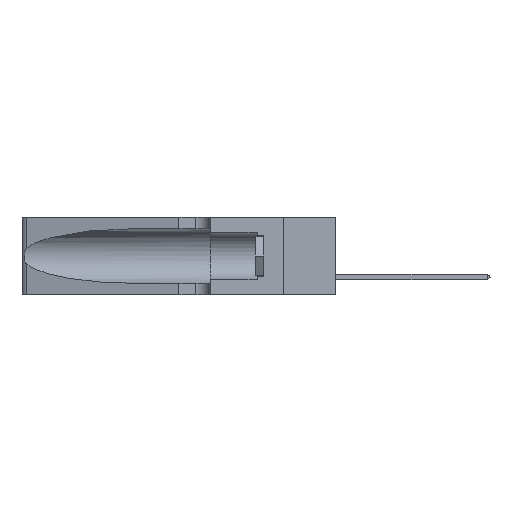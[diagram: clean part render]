
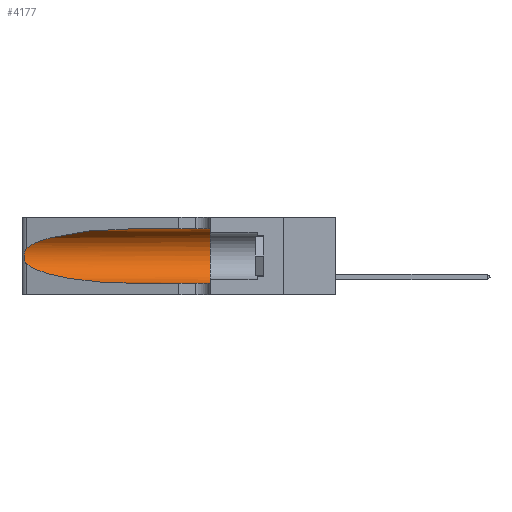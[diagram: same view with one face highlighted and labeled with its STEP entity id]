
A CAD part, left-side view. The second image highlights one B-rep face of the part: STEP entity #4177.
In plain terms, the highlighted cylindrical face has radius 3.308 mm (diameter 6.617 mm), a partial arc.
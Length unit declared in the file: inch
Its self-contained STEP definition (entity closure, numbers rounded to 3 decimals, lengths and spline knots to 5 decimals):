
#21 = CARTESIAN_POINT ( 'NONE',  ( 0.18966, 0.96281, 0.05475 ) ) ;
#259 = CARTESIAN_POINT ( 'NONE',  ( 0.25787, 1.23484, 0.2124 ) ) ;
#324 = ORIENTED_EDGE ( 'NONE', *, *, #21029, .T. ) ;
#711 =( BOUNDED_CURVE ( )  B_SPLINE_CURVE ( 3, ( #9960, #10291, #21, #24443 ),
 .UNSPECIFIED., .F., .T. ) 
 B_SPLINE_CURVE_WITH_KNOTS ( ( 4, 4 ),
 ( 3.44316, 4.71239 ),
 .UNSPECIFIED. ) 
 CURVE ( )  GEOMETRIC_REPRESENTATION_ITEM ( )  RATIONAL_B_SPLINE_CURVE ( ( 1., 0.87, 0.87, 1. ) ) 
 REPRESENTATION_ITEM ( '' )  );
#749 =( BOUNDED_CURVE ( )  B_SPLINE_CURVE ( 3, ( #1164, #3590, #5474, #9937 ),
 .UNSPECIFIED., .F., .T. ) 
 B_SPLINE_CURVE_WITH_KNOTS ( ( 4, 4 ),
 ( 1.5708, 2.84003 ),
 .UNSPECIFIED. ) 
 CURVE ( )  GEOMETRIC_REPRESENTATION_ITEM ( )  RATIONAL_B_SPLINE_CURVE ( ( 1., 0.87, 0.87, 1. ) ) 
 REPRESENTATION_ITEM ( '' )  );
#886 = CARTESIAN_POINT ( 'NONE',  ( 0.25487, 1.22718, 0.22369 ) ) ;
#933 = EDGE_CURVE ( 'NONE', #25402, #17667, #23614, .T. ) ;
#1164 = CARTESIAN_POINT ( 'NONE',  ( 0.1305, 0.72297, 0.31525 ) ) ;
#2030 = CARTESIAN_POINT ( 'NONE',  ( 0.1305, 0.35, 0.185 ) ) ;
#2810 = CARTESIAN_POINT ( 'NONE',  ( 0.26075, 1.23896, 0.19203 ) ) ;
#3590 = CARTESIAN_POINT ( 'NONE',  ( 0.18966, 0.96281, 0.31525 ) ) ;
#3741 = AXIS2_PLACEMENT_3D ( 'NONE', #2030, #6505, #13049 ) ;
#4177 = ADVANCED_FACE ( 'NONE', ( #12084 ), #20768, .F. ) ;
#4632 = DIRECTION ( 'NONE',  ( 0., -1., 0. ) ) ;
#4712 = CARTESIAN_POINT ( 'NONE',  ( 0.1305, 1.61858, 0.05475 ) ) ;
#5453 = ORIENTED_EDGE ( 'NONE', *, *, #13493, .T. ) ;
#5474 = CARTESIAN_POINT ( 'NONE',  ( 0.2373, 1.15595, 0.28018 ) ) ;
#5796 = CARTESIAN_POINT ( 'NONE',  ( 0.1305, 1.61858, 0.185 ) ) ;
#6505 = DIRECTION ( 'NONE',  ( 0., 1., 0. ) ) ;
#6945 = CARTESIAN_POINT ( 'NONE',  ( 0.1305, 1.61858, 0.31525 ) ) ;
#7334 = VERTEX_POINT ( 'NONE', #23219 ) ;
#7931 = DIRECTION ( 'NONE',  ( 0., 0., -1. ) ) ;
#8149 = CARTESIAN_POINT ( 'NONE',  ( 0.25555, 1.22994, 0.2215 ) ) ;
#8686 = ORIENTED_EDGE ( 'NONE', *, *, #11984, .T. ) ;
#8900 = CARTESIAN_POINT ( 'NONE',  ( 0.1305, 0.72297, 0.31525 ) ) ;
#9755 = CARTESIAN_POINT ( 'NONE',  ( 0.25856, 1.23593, 0.16098 ) ) ;
#9937 = CARTESIAN_POINT ( 'NONE',  ( 0.25487, 1.22718, 0.22369 ) ) ;
#9960 = CARTESIAN_POINT ( 'NONE',  ( 0.25487, 1.22718, 0.14631 ) ) ;
#10206 = ORIENTED_EDGE ( 'NONE', *, *, #14196, .F. ) ;
#10291 = CARTESIAN_POINT ( 'NONE',  ( 0.2373, 1.15595, 0.08982 ) ) ;
#10513 = VECTOR ( 'NONE', #24461, 39.37008 ) ;
#10858 = CARTESIAN_POINT ( 'NONE',  ( 0.25789, 1.23486, 0.15765 ) ) ;
#11365 = AXIS2_PLACEMENT_3D ( 'NONE', #5796, #25913, #7931 ) ;
#11984 = EDGE_CURVE ( 'NONE', #14734, #12579, #711, .T. ) ;
#12084 = FACE_OUTER_BOUND ( 'NONE', #23942, .T. ) ;
#12579 = VERTEX_POINT ( 'NONE', #25795 ) ;
#13049 = DIRECTION ( 'NONE',  ( 0., 0., 1. ) ) ;
#13493 = EDGE_CURVE ( 'NONE', #12579, #7334, #16771, .T. ) ;
#13615 = CARTESIAN_POINT ( 'NONE',  ( 0.1305, 0.35, 0.31525 ) ) ;
#14196 = EDGE_CURVE ( 'NONE', #17667, #7334, #16033, .T. ) ;
#14734 = VERTEX_POINT ( 'NONE', #24101 ) ;
#16033 = CIRCLE ( 'NONE', #3741, 0.13025 ) ;
#16373 = CARTESIAN_POINT ( 'NONE',  ( 0.26017, 1.23833, 0.17102 ) ) ;
#16771 = LINE ( 'NONE', #4712, #10513 ) ;
#17133 = CARTESIAN_POINT ( 'NONE',  ( 0.25639, 1.23184, 0.21858 ) ) ;
#17216 = EDGE_CURVE ( 'NONE', #18276, #14734, #22291, .T. ) ;
#17667 = VERTEX_POINT ( 'NONE', #13615 ) ;
#18224 = CARTESIAN_POINT ( 'NONE',  ( 0.25639, 1.23186, 0.15144 ) ) ;
#18276 = VERTEX_POINT ( 'NONE', #886 ) ;
#18916 = CARTESIAN_POINT ( 'NONE',  ( 0.25555, 1.22993, 0.14849 ) ) ;
#19884 = CARTESIAN_POINT ( 'NONE',  ( 0.25854, 1.2359, 0.20912 ) ) ;
#20233 = ORIENTED_EDGE ( 'NONE', *, *, #17216, .T. ) ;
#20768 = CYLINDRICAL_SURFACE ( 'NONE', #11365, 0.13025 ) ;
#21029 = EDGE_CURVE ( 'NONE', #25402, #18276, #749, .T. ) ;
#21483 = CARTESIAN_POINT ( 'NONE',  ( 0.25487, 1.22718, 0.22369 ) ) ;
#22291 = B_SPLINE_CURVE_WITH_KNOTS ( 'NONE', 3,
 ( #21483, #8149, #17133, #259, #19884, #26947, #2810, #28468, #16373, #9755, #10858, #18224, #18916, #28452 ),
 .UNSPECIFIED., .F., .F.,
 ( 4, 2, 2, 2, 2, 2, 4 ),
 ( 0., 0.00027, 0.00053, 0.00107, 0.0016, 0.00187, 0.00214 ),
 .UNSPECIFIED. ) ;
#23219 = CARTESIAN_POINT ( 'NONE',  ( 0.1305, 0.35, 0.05475 ) ) ;
#23614 = LINE ( 'NONE', #6945, #26735 ) ;
#23942 = EDGE_LOOP ( 'NONE', ( #324, #20233, #8686, #5453, #10206, #27674 ) ) ;
#24101 = CARTESIAN_POINT ( 'NONE',  ( 0.25487, 1.22718, 0.14631 ) ) ;
#24443 = CARTESIAN_POINT ( 'NONE',  ( 0.1305, 0.72297, 0.05475 ) ) ;
#24461 = DIRECTION ( 'NONE',  ( 0., -1., 0. ) ) ;
#25402 = VERTEX_POINT ( 'NONE', #8900 ) ;
#25795 = CARTESIAN_POINT ( 'NONE',  ( 0.1305, 0.72297, 0.05475 ) ) ;
#25913 = DIRECTION ( 'NONE',  ( 0., -1., 0. ) ) ;
#26735 = VECTOR ( 'NONE', #4632, 39.37008 ) ;
#26947 = CARTESIAN_POINT ( 'NONE',  ( 0.26018, 1.23835, 0.19895 ) ) ;
#27674 = ORIENTED_EDGE ( 'NONE', *, *, #933, .F. ) ;
#28452 = CARTESIAN_POINT ( 'NONE',  ( 0.25487, 1.22718, 0.14631 ) ) ;
#28468 = CARTESIAN_POINT ( 'NONE',  ( 0.26075, 1.23896, 0.178 ) ) ;
